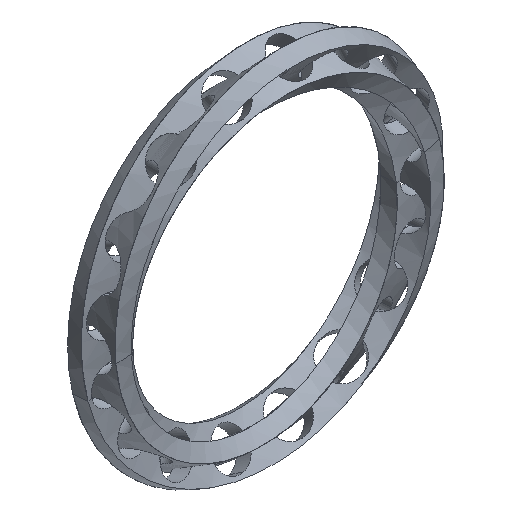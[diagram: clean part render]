
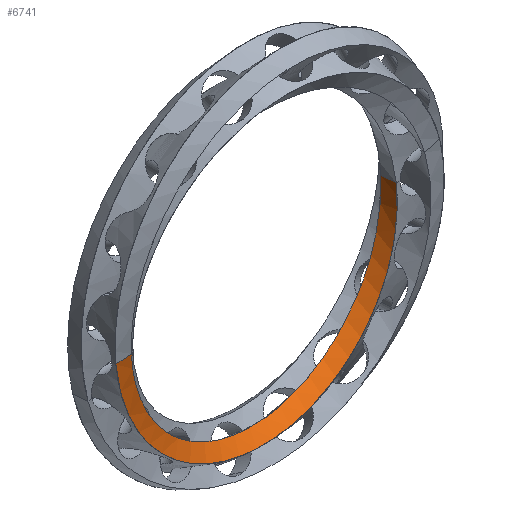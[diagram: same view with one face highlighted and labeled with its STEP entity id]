
A CAD part, isometric view. The second image highlights one B-rep face of the part: STEP entity #6741.
In plain terms, the highlighted free-form (B-spline) face has degree [1, 3] with [2, 18] control points.
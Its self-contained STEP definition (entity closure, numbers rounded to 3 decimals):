
#6741 = ADVANCED_FACE('',(#6742),#6804,.T.);
#6742 = FACE_BOUND('',#6743,.T.);
#6743 = EDGE_LOOP('',(#6744,#6753,#6776,#6783));
#6744 = ORIENTED_EDGE('',*,*,#6745,.T.);
#6745 = EDGE_CURVE('',#6746,#6748,#6750,.T.);
#6746 = VERTEX_POINT('',#6747);
#6747 = CARTESIAN_POINT('',(70.319,-4.12,
    0.364));
#6748 = VERTEX_POINT('',#6749);
#6749 = CARTESIAN_POINT('',(70.319,4.12,
    -0.364));
#6750 = B_SPLINE_CURVE_WITH_KNOTS('',1,(#6751,#6752),.UNSPECIFIED.,.F.,
  .F.,(2,2),(0.,1.),.PIECEWISE_BEZIER_KNOTS.);
#6751 = CARTESIAN_POINT('',(70.319,-4.12,
    0.364));
#6752 = CARTESIAN_POINT('',(70.319,4.12,
    -0.364));
#6753 = ORIENTED_EDGE('',*,*,#6754,.T.);
#6754 = EDGE_CURVE('',#6748,#6755,#6757,.T.);
#6755 = VERTEX_POINT('',#6756);
#6756 = CARTESIAN_POINT('',(-78.604,-12.409,
    0.309));
#6757 = B_SPLINE_CURVE_WITH_KNOTS('',3,(#6758,#6759,#6760,#6761,#6762,
    #6763,#6764,#6765,#6766,#6767,#6768,#6769,#6770,#6771,#6772,#6773,
    #6774,#6775),.UNSPECIFIED.,.F.,.F.,(4,2,2,2,2,2,2,2,4),(0.,0.125,
    0.25,0.375,0.5,0.625,0.75,0.875,1.),.UNSPECIFIED.);
#6758 = CARTESIAN_POINT('',(70.319,4.12,
    -0.364));
#6759 = CARTESIAN_POINT('',(70.002,3.308,
    -9.571));
#6760 = CARTESIAN_POINT('',(67.941,2.469,
    -18.653));
#6761 = CARTESIAN_POINT('',(60.67,0.771,
    -35.404));
#6762 = CARTESIAN_POINT('',(55.46,-0.088,
    -43.072));
#6763 = CARTESIAN_POINT('',(42.585,-1.795,
    -55.988));
#6764 = CARTESIAN_POINT('',(34.914,-2.643,
    -61.241));
#6765 = CARTESIAN_POINT('',(18.102,-4.292,
    -68.596));
#6766 = CARTESIAN_POINT('',(8.946,-5.095,
    -70.701));
#6767 = CARTESIAN_POINT('',(-9.638,-6.625,
    -71.377));
#6768 = CARTESIAN_POINT('',(-19.088,-7.352,
    -69.946));
#6769 = CARTESIAN_POINT('',(-36.953,-8.703,
    -63.586));
#6770 = CARTESIAN_POINT('',(-45.393,-9.327,
    -58.646));
#6771 = CARTESIAN_POINT('',(-59.963,-10.447,
    -45.783));
#6772 = CARTESIAN_POINT('',(-66.115,-10.943,
    -37.836));
#6773 = CARTESIAN_POINT('',(-75.044,-11.789,
    -19.945));
#6774 = CARTESIAN_POINT('',(-77.832,-12.139,
    -9.977));
#6775 = CARTESIAN_POINT('',(-78.604,-12.409,
    0.309));
#6776 = ORIENTED_EDGE('',*,*,#6777,.T.);
#6777 = EDGE_CURVE('',#6755,#6778,#6780,.T.);
#6778 = VERTEX_POINT('',#6779);
#6779 = CARTESIAN_POINT('',(-86.853,-12.409,
    -0.309));
#6780 = B_SPLINE_CURVE_WITH_KNOTS('',1,(#6781,#6782),.UNSPECIFIED.,.F.,
  .F.,(2,2),(0.,1.),.PIECEWISE_BEZIER_KNOTS.);
#6781 = CARTESIAN_POINT('',(-78.604,-12.409,
    0.309));
#6782 = CARTESIAN_POINT('',(-86.853,-12.409,
    -0.309));
#6783 = ORIENTED_EDGE('',*,*,#6784,.T.);
#6784 = EDGE_CURVE('',#6778,#6746,#6785,.T.);
#6785 = B_SPLINE_CURVE_WITH_KNOTS('',3,(#6786,#6787,#6788,#6789,#6790,
    #6791,#6792,#6793,#6794,#6795,#6796,#6797,#6798,#6799,#6800,#6801,
    #6802,#6803),.UNSPECIFIED.,.F.,.F.,(4,2,2,2,2,2,2,2,4),(0.,0.125,
    0.25,0.375,0.5,0.625,0.75,0.875,1.),.UNSPECIFIED.);
#6786 = CARTESIAN_POINT('',(-86.853,-12.409,
    -0.309));
#6787 = CARTESIAN_POINT('',(-86.,-12.679,
    -11.694));
#6788 = CARTESIAN_POINT('',(-82.863,-12.869,
    -22.706));
#6789 = CARTESIAN_POINT('',(-72.757,-13.082,
    -42.444));
#6790 = CARTESIAN_POINT('',(-65.813,-13.104,
    -51.123));
#6791 = CARTESIAN_POINT('',(-49.39,-12.981,
    -65.008));
#6792 = CARTESIAN_POINT('',(-39.947,-12.836,
    -70.188));
#6793 = CARTESIAN_POINT('',(-20.094,-12.381,
    -76.528));
#6794 = CARTESIAN_POINT('',(-9.723,-12.073,
    -77.679));
#6795 = CARTESIAN_POINT('',(10.415,-11.305,
    -76.058));
#6796 = CARTESIAN_POINT('',(20.15,-10.847,
    -73.29));
#6797 = CARTESIAN_POINT('',(37.676,-9.795,
    -64.468));
#6798 = CARTESIAN_POINT('',(45.444,-9.203,
    -58.427));
#6799 = CARTESIAN_POINT('',(58.076,-7.909,
    -44.079));
#6800 = CARTESIAN_POINT('',(62.927,-7.206,
    -35.786));
#6801 = CARTESIAN_POINT('',(69.209,-5.718,
    -18.162));
#6802 = CARTESIAN_POINT('',(70.637,-4.933,
    -8.843));
#6803 = CARTESIAN_POINT('',(70.319,-4.12,
    0.364));
#6804 = B_SPLINE_SURFACE_WITH_KNOTS('',1,3,(
    (#6805,#6806,#6807,#6808,#6809,#6810,#6811,#6812,#6813,#6814,#6815
      ,#6816,#6817,#6818,#6819,#6820,#6821,#6822)
    ,(#6823,#6824,#6825,#6826,#6827,#6828,#6829,#6830,#6831,#6832,#6833
      ,#6834,#6835,#6836,#6837,#6838,#6839,#6840
  )),.UNSPECIFIED.,.F.,.F.,.F.,(2,2),(4,2,2,2,2,2,2,2,4),(0.,1.),(0.,
    0.125,0.25,0.375,0.5,0.625,0.75,0.875,1.),.UNSPECIFIED.);
#6805 = CARTESIAN_POINT('',(70.319,-4.12,
    0.364));
#6806 = CARTESIAN_POINT('',(70.637,-4.933,
    -8.843));
#6807 = CARTESIAN_POINT('',(69.209,-5.718,
    -18.162));
#6808 = CARTESIAN_POINT('',(62.927,-7.206,
    -35.786));
#6809 = CARTESIAN_POINT('',(58.076,-7.909,
    -44.079));
#6810 = CARTESIAN_POINT('',(45.444,-9.203,
    -58.427));
#6811 = CARTESIAN_POINT('',(37.676,-9.795,
    -64.468));
#6812 = CARTESIAN_POINT('',(20.15,-10.847,
    -73.29));
#6813 = CARTESIAN_POINT('',(10.415,-11.305,
    -76.058));
#6814 = CARTESIAN_POINT('',(-9.723,-12.073,
    -77.679));
#6815 = CARTESIAN_POINT('',(-20.094,-12.381,
    -76.528));
#6816 = CARTESIAN_POINT('',(-39.947,-12.836,
    -70.188));
#6817 = CARTESIAN_POINT('',(-49.39,-12.981,
    -65.008));
#6818 = CARTESIAN_POINT('',(-65.813,-13.104,
    -51.123));
#6819 = CARTESIAN_POINT('',(-72.757,-13.082,
    -42.444));
#6820 = CARTESIAN_POINT('',(-82.863,-12.869,
    -22.706));
#6821 = CARTESIAN_POINT('',(-86.,-12.679,
    -11.695));
#6822 = CARTESIAN_POINT('',(-86.853,-12.409,
    -0.309));
#6823 = CARTESIAN_POINT('',(70.319,4.12,
    -0.364));
#6824 = CARTESIAN_POINT('',(70.002,3.308,
    -9.571));
#6825 = CARTESIAN_POINT('',(67.941,2.469,
    -18.653));
#6826 = CARTESIAN_POINT('',(60.67,0.771,
    -35.404));
#6827 = CARTESIAN_POINT('',(55.46,-0.088,
    -43.072));
#6828 = CARTESIAN_POINT('',(42.585,-1.795,
    -55.988));
#6829 = CARTESIAN_POINT('',(34.914,-2.643,
    -61.241));
#6830 = CARTESIAN_POINT('',(18.102,-4.292,
    -68.596));
#6831 = CARTESIAN_POINT('',(8.946,-5.095,
    -70.701));
#6832 = CARTESIAN_POINT('',(-9.638,-6.625,
    -71.377));
#6833 = CARTESIAN_POINT('',(-19.088,-7.352,
    -69.946));
#6834 = CARTESIAN_POINT('',(-36.953,-8.703,
    -63.586));
#6835 = CARTESIAN_POINT('',(-45.393,-9.327,
    -58.646));
#6836 = CARTESIAN_POINT('',(-59.963,-10.447,
    -45.783));
#6837 = CARTESIAN_POINT('',(-66.115,-10.943,
    -37.836));
#6838 = CARTESIAN_POINT('',(-75.044,-11.789,
    -19.945));
#6839 = CARTESIAN_POINT('',(-77.832,-12.139,
    -9.977));
#6840 = CARTESIAN_POINT('',(-78.604,-12.409,
    0.309));
